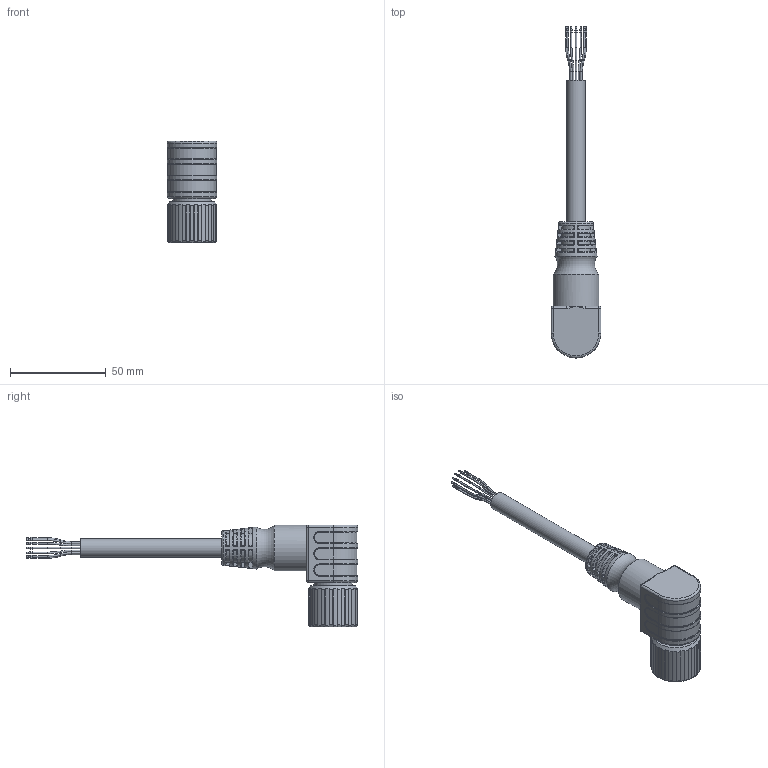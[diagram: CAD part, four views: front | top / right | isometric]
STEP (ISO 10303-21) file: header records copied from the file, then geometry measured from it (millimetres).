
FILE_DESCRIPTION(/* description */ (''),/* implementation_level */ '2;1');
FILE_NAME(/* name */ 'WMKCU19.001-L_S370.stp',/* time_stamp */ '2024-01-22T08:59:05+01:00',/* author */ ('ESCHA GmbH & Co. KG'),/* organization */ ('ESCHA GmbH & Co. KG'),/* preprocessor_version */ 'ST-DEVELOPER v19.4',/* originating_system */ 'SIEMENS PLM Software NX2212.8702',/* authorisation */ '');
FILE_SCHEMA (('AUTOMOTIVE_DESIGN { 1 0 10303 214 3 1 1 1 }'));
Length unit declared in the file: millimetre
Products named in the file (1): WMKCU19.001-L_S370_stp
Bounding box: 26 x 173.75 x 53.25 mm (x, y, z)
Volume: 46476.7 mm3; surface area: 15676 mm2
Topology: 1 solids, 1 shells, 1130 faces, 2671 edges, 1613 vertices
Faces by surface type: cylinder 442, plane 345, torus 147, extrusion 77, sphere 68, bspline 34, cone 17
Full cylindrical faces by diameter (mm): 0.747 x11, 0.8 x33, 1.1 x11, 1.5 x16, 1.7 x3, 9.6 x1, 15.9 x1, 16.1 x1, 16.9 x1, 18.9 x1, 20 x1, 21.92 x1, 23.3 x1, 24 x1
Entity records: 33590 total; most frequent: CARTESIAN_POINT 10609, ORIENTED_EDGE 4942, DIRECTION 4138, EDGE_CURVE 2471, AXIS2_PLACEMENT_3D 1780, VERTEX_POINT 1576, EDGE_LOOP 1363, B_SPLINE_CURVE_WITH_KNOTS 1253
